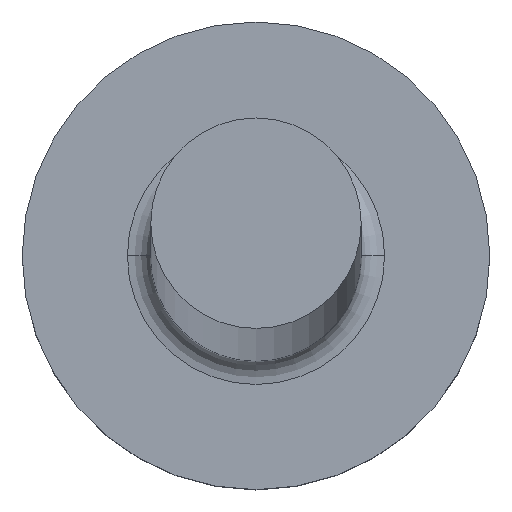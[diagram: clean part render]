
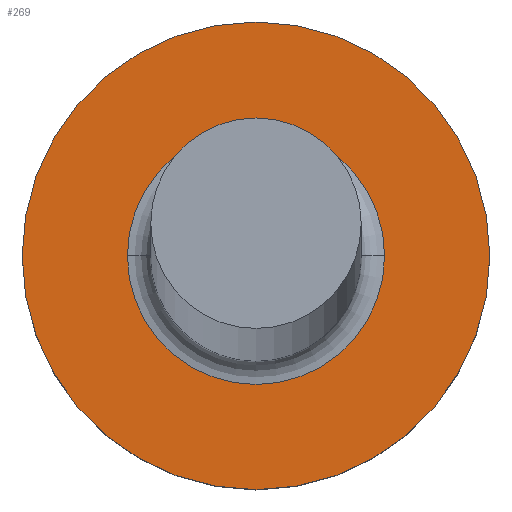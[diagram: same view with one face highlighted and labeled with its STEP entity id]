
A CAD part, top view. The second image highlights one B-rep face of the part: STEP entity #269.
In plain terms, the highlighted planar face has unit normal (0, 0, 1).
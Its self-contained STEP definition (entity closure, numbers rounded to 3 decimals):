
#3 = DIRECTION ( 'NONE',  ( 1., 0., 0. ) ) ;
#6 = CARTESIAN_POINT ( 'NONE',  ( 1.1, 0., 1.5 ) ) ;
#9 = DIRECTION ( 'NONE',  ( 0., 0., -1. ) ) ;
#11 = DIRECTION ( 'NONE',  ( 1., 0., 0. ) ) ;
#27 = DIRECTION ( 'NONE',  ( 0., 0., 1. ) ) ;
#35 = CARTESIAN_POINT ( 'NONE',  ( -2., 0., 1.5 ) ) ;
#37 = EDGE_CURVE ( 'NONE', #45, #192, #273, .T. ) ;
#45 = VERTEX_POINT ( 'NONE', #6 ) ;
#47 = EDGE_CURVE ( 'NONE', #173, #143, #283, .T. ) ;
#50 = DIRECTION ( 'NONE',  ( 1., 0., 0. ) ) ;
#68 = CIRCLE ( 'NONE', #248, 1.1 ) ;
#77 = PLANE ( 'NONE',  #306 ) ;
#88 = CARTESIAN_POINT ( 'NONE',  ( 0., 0., 1.5 ) ) ;
#101 = CARTESIAN_POINT ( 'NONE',  ( 0., 0., 1.5 ) ) ;
#102 = ORIENTED_EDGE ( 'NONE', *, *, #218, .T. ) ;
#118 = AXIS2_PLACEMENT_3D ( 'NONE', #174, #27, #3 ) ;
#120 = EDGE_CURVE ( 'NONE', #192, #45, #68, .T. ) ;
#122 = ORIENTED_EDGE ( 'NONE', *, *, #47, .T. ) ;
#133 = FACE_BOUND ( 'NONE', #147, .T. ) ;
#137 = CIRCLE ( 'NONE', #267, 2. ) ;
#143 = VERTEX_POINT ( 'NONE', #178 ) ;
#147 = EDGE_LOOP ( 'NONE', ( #302, #256 ) ) ;
#158 = DIRECTION ( 'NONE',  ( 0., 0., 1. ) ) ;
#159 = DIRECTION ( 'NONE',  ( 1., 0., 0. ) ) ;
#172 = AXIS2_PLACEMENT_3D ( 'NONE', #224, #226, #291 ) ;
#173 = VERTEX_POINT ( 'NONE', #35 ) ;
#174 = CARTESIAN_POINT ( 'NONE',  ( 0., 0., 1.5 ) ) ;
#178 = CARTESIAN_POINT ( 'NONE',  ( 2., 0., 1.5 ) ) ;
#192 = VERTEX_POINT ( 'NONE', #213 ) ;
#198 = EDGE_LOOP ( 'NONE', ( #122, #102 ) ) ;
#213 = CARTESIAN_POINT ( 'NONE',  ( -1.1, 0., 1.5 ) ) ;
#218 = EDGE_CURVE ( 'NONE', #143, #173, #137, .T. ) ;
#224 = CARTESIAN_POINT ( 'NONE',  ( 0., 0., 1.5 ) ) ;
#226 = DIRECTION ( 'NONE',  ( 0., 0., -1. ) ) ;
#231 = CARTESIAN_POINT ( 'NONE',  ( 0., 0., 1.5 ) ) ;
#248 = AXIS2_PLACEMENT_3D ( 'NONE', #101, #9, #50 ) ;
#252 = DIRECTION ( 'NONE',  ( 0., 0., 1. ) ) ;
#256 = ORIENTED_EDGE ( 'NONE', *, *, #120, .T. ) ;
#267 = AXIS2_PLACEMENT_3D ( 'NONE', #88, #252, #11 ) ;
#269 = ADVANCED_FACE ( 'NONE', ( #133, #293 ), #77, .T. ) ;
#273 = CIRCLE ( 'NONE', #172, 1.1 ) ;
#283 = CIRCLE ( 'NONE', #118, 2. ) ;
#291 = DIRECTION ( 'NONE',  ( 1., 0., 0. ) ) ;
#293 = FACE_OUTER_BOUND ( 'NONE', #198, .T. ) ;
#302 = ORIENTED_EDGE ( 'NONE', *, *, #37, .T. ) ;
#306 = AXIS2_PLACEMENT_3D ( 'NONE', #231, #158, #159 ) ;
